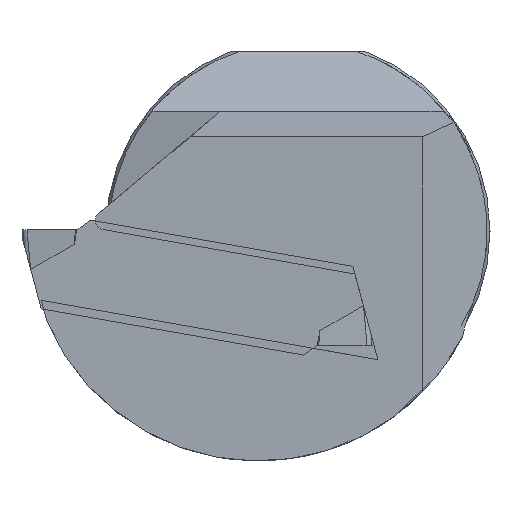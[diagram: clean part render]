
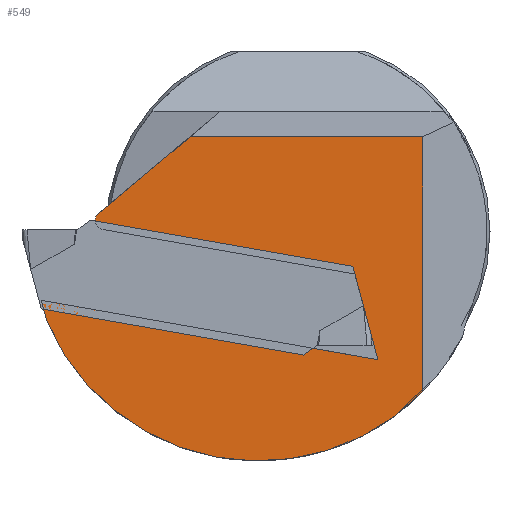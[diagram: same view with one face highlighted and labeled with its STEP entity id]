
A CAD part, left-side view. The second image highlights one B-rep face of the part: STEP entity #549.
In plain terms, the highlighted planar face has unit normal (-1, 0, 0).
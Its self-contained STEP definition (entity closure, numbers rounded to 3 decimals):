
#52=CIRCLE('',#1484,19.156);
#65=CIRCLE('',#1512,0.8);
#549=ADVANCED_FACE('',(#644),#596,.T.);
#596=PLANE('',#1513);
#644=FACE_OUTER_BOUND('',#699,.T.);
#699=EDGE_LOOP('',(#895,#896,#897,#898,#899,#900,#901,#902,#903));
#895=ORIENTED_EDGE('',*,*,#1218,.T.);
#896=ORIENTED_EDGE('',*,*,#1219,.T.);
#897=ORIENTED_EDGE('',*,*,#1177,.F.);
#898=ORIENTED_EDGE('',*,*,#1181,.F.);
#899=ORIENTED_EDGE('',*,*,#1220,.F.);
#900=ORIENTED_EDGE('',*,*,#1221,.F.);
#901=ORIENTED_EDGE('',*,*,#1222,.F.);
#902=ORIENTED_EDGE('',*,*,#1223,.T.);
#903=ORIENTED_EDGE('',*,*,#1224,.T.);
#1059=VERTEX_POINT('',#1960);
#1060=VERTEX_POINT('',#1962);
#1063=VERTEX_POINT('',#1969);
#1095=VERTEX_POINT('',#2109);
#1096=VERTEX_POINT('',#2110);
#1097=VERTEX_POINT('',#2113);
#1098=VERTEX_POINT('',#2115);
#1099=VERTEX_POINT('',#2117);
#1100=VERTEX_POINT('',#2119);
#1177=EDGE_CURVE('',#1059,#1060,#1316,.T.);
#1181=EDGE_CURVE('',#1063,#1059,#52,.T.);
#1218=EDGE_CURVE('',#1095,#1096,#1327,.T.);
#1219=EDGE_CURVE('',#1096,#1060,#1328,.T.);
#1220=EDGE_CURVE('',#1097,#1063,#1329,.T.);
#1221=EDGE_CURVE('',#1098,#1097,#1330,.T.);
#1222=EDGE_CURVE('',#1099,#1098,#1331,.T.);
#1223=EDGE_CURVE('',#1099,#1100,#65,.T.);
#1224=EDGE_CURVE('',#1100,#1095,#1332,.T.);
#1316=LINE('',#1961,#1410);
#1327=LINE('',#2108,#1421);
#1328=LINE('',#2111,#1422);
#1329=LINE('',#2112,#1423);
#1330=LINE('',#2114,#1424);
#1331=LINE('',#2116,#1425);
#1332=LINE('',#2120,#1426);
#1410=VECTOR('',#1666,1.);
#1421=VECTOR('',#1737,1.);
#1422=VECTOR('',#1738,1.);
#1423=VECTOR('',#1739,1.);
#1424=VECTOR('',#1740,1.);
#1425=VECTOR('',#1741,1.);
#1426=VECTOR('',#1744,1.);
#1484=AXIS2_PLACEMENT_3D('',#1970,#1673,#1674);
#1512=AXIS2_PLACEMENT_3D('',#2118,#1742,#1743);
#1513=AXIS2_PLACEMENT_3D('',#2121,#1745,#1746);
#1666=DIRECTION('',(0.,0.259,0.966));
#1673=DIRECTION('',(1.,0.,0.));
#1674=DIRECTION('',(0.,1.,0.));
#1737=DIRECTION('',(0.,-0.259,-0.966));
#1738=DIRECTION('',(0.,0.985,0.174));
#1739=DIRECTION('',(0.,0.,-1.));
#1740=DIRECTION('',(0.,-1.,0.));
#1741=DIRECTION('',(0.,-0.766,0.643));
#1742=DIRECTION('',(-1.,0.,0.));
#1743=DIRECTION('',(0.,1.,0.));
#1744=DIRECTION('',(0.,-0.985,-0.174));
#1745=DIRECTION('',(-1.,0.,0.));
#1746=DIRECTION('',(0.,1.,0.));
#1960=CARTESIAN_POINT('',(0.4,20.941,-7.479));
#1961=CARTESIAN_POINT('',(0.4,20.941,-7.479));
#1962=CARTESIAN_POINT('',(0.4,21.4,-5.767));
#1969=CARTESIAN_POINT('',(0.4,-10.4,-13.383));
#1970=CARTESIAN_POINT('',(0.4,3.306,0.));
#2108=CARTESIAN_POINT('',(0.4,-3.531,0.946));
#2109=CARTESIAN_POINT('',(0.4,-4.742,-3.573));
#2110=CARTESIAN_POINT('',(0.4,-6.655,-10.714));
#2111=CARTESIAN_POINT('',(0.4,1.631,-9.253));
#2112=CARTESIAN_POINT('',(0.4,-10.4,0.));
#2113=CARTESIAN_POINT('',(0.4,-10.4,7.855));
#2114=CARTESIAN_POINT('',(0.4,0.,7.855));
#2115=CARTESIAN_POINT('',(0.4,8.996,7.855));
#2116=CARTESIAN_POINT('',(0.4,22.103,-3.143));
#2117=CARTESIAN_POINT('',(0.4,16.796,1.31));
#2118=CARTESIAN_POINT('',(0.4,16.1,0.914));
#2119=CARTESIAN_POINT('',(0.4,16.239,0.126));
#2120=CARTESIAN_POINT('',(0.4,0.468,-2.654));
#2121=CARTESIAN_POINT('',(0.4,0.,0.));
